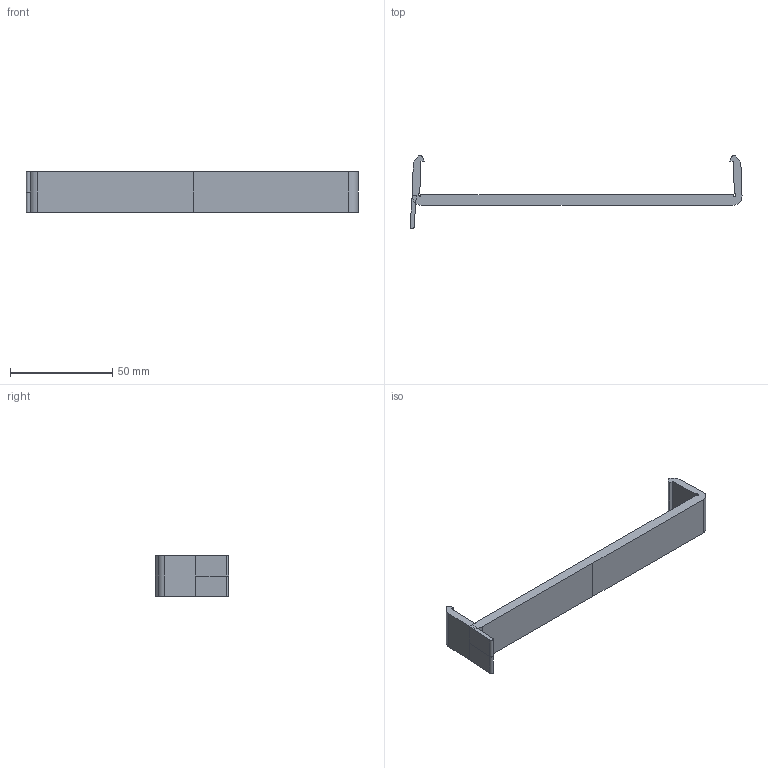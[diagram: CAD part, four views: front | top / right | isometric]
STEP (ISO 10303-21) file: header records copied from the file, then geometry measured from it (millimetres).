
FILE_DESCRIPTION(('FreeCAD Model'),'2;1');
FILE_NAME('Open CASCADE Shape Model','2024-06-11T13:44:25',('Author'),( ''),'Open CASCADE STEP processor 7.6','FreeCAD','Unknown');
FILE_SCHEMA(('AUTOMOTIVE_DESIGN { 1 0 10303 214 1 1 1 1 }'));
Length unit declared in the file: millimetre
Products named in the file (1): Body
Bounding box: 162.47 x 35.79 x 20 mm (x, y, z)
Volume: 19263.6 mm3; surface area: 10647.2 mm2
Topology: 1 solids, 1 shells, 34 faces, 88 edges, 56 vertices
Faces by surface type: plane 23, cylinder 11
Entity records: 1053 total; most frequent: DIRECTION 181, CARTESIAN_POINT 179, ORIENTED_EDGE 176, EDGE_CURVE 88, LINE 65, VECTOR 65, AXIS2_PLACEMENT_3D 58, VERTEX_POINT 56
